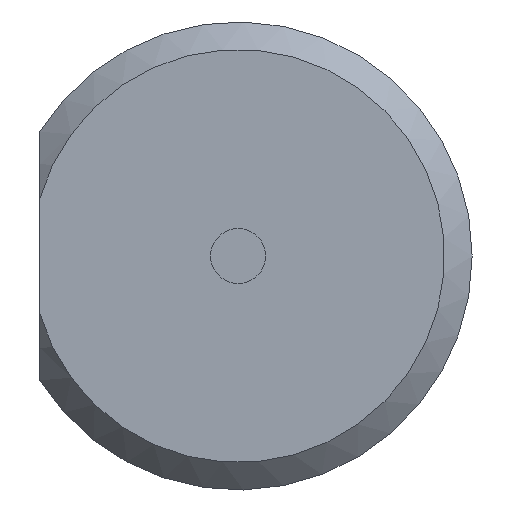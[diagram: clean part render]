
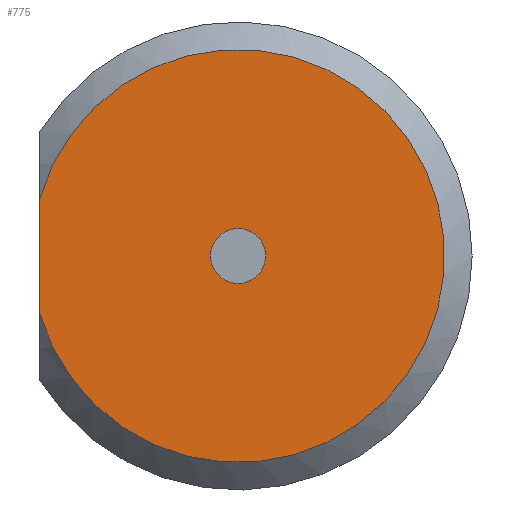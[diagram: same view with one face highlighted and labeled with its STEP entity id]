
A CAD part, left-side view. The second image highlights one B-rep face of the part: STEP entity #775.
In plain terms, the highlighted planar face has unit normal (-1, 0, 0).
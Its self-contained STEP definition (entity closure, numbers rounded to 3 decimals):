
#34=LINE('',#1044,#51);
#51=VECTOR('',#878,1000.);
#98=PLANE('',#820);
#140=ORIENTED_EDGE('',*,*,#272,.F.);
#141=ORIENTED_EDGE('',*,*,#273,.T.);
#142=ORIENTED_EDGE('',*,*,#263,.T.);
#263=EDGE_CURVE('',#325,#329,#34,.T.);
#272=EDGE_CURVE('',#338,#338,#368,.T.);
#273=EDGE_CURVE('',#329,#325,#369,.T.);
#325=VERTEX_POINT('',#1032);
#329=VERTEX_POINT('',#1043);
#338=VERTEX_POINT('',#1119);
#368=CIRCLE('',#821,0.5);
#369=CIRCLE('',#822,3.75);
#389=EDGE_LOOP('',(#140));
#390=EDGE_LOOP('',(#141,#142));
#447=FACE_BOUND('',#389,.T.);
#448=FACE_BOUND('',#390,.T.);
#775=ADVANCED_FACE('',(#447,#448),#98,.T.);
#820=AXIS2_PLACEMENT_3D('',#1117,#879,#880);
#821=AXIS2_PLACEMENT_3D('',#1118,#881,#882);
#822=AXIS2_PLACEMENT_3D('',#1120,#883,#884);
#878=DIRECTION('',(0.,0.,-1.));
#879=DIRECTION('',(-1.,0.,0.));
#880=DIRECTION('',(0.,0.,1.));
#881=DIRECTION('',(-1.,0.,0.));
#882=DIRECTION('',(0.,0.,1.));
#883=DIRECTION('',(-1.,0.,0.));
#884=DIRECTION('',(0.,0.,1.));
#1032=CARTESIAN_POINT('',(0.,3.6,1.05));
#1043=CARTESIAN_POINT('',(0.,3.6,-1.05));
#1044=CARTESIAN_POINT('',(0.,3.6,0.));
#1117=CARTESIAN_POINT('',(0.,0.,0.));
#1118=CARTESIAN_POINT('',(0.,0.,0.));
#1119=CARTESIAN_POINT('',(0.,0.,0.5));
#1120=CARTESIAN_POINT('',(0.,0.,0.));
